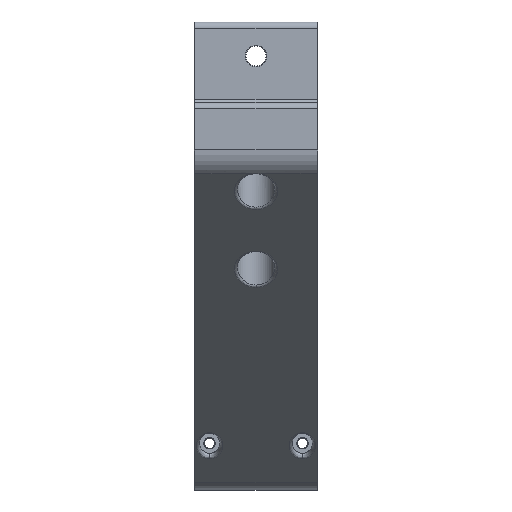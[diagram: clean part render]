
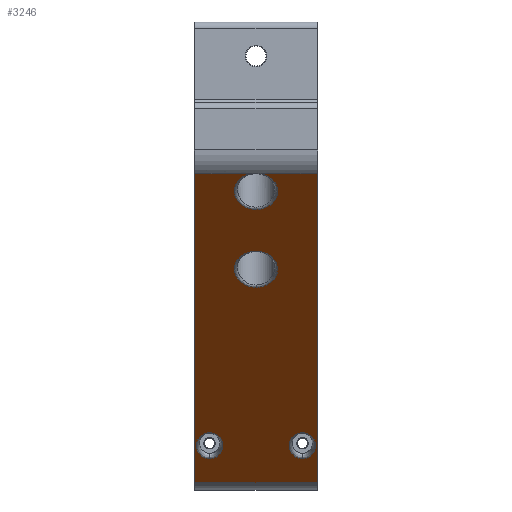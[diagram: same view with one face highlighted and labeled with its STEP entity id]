
A CAD part, front view. The second image highlights one B-rep face of the part: STEP entity #3246.
In plain terms, the highlighted planar face has unit normal (0, -0.643, -0.766).
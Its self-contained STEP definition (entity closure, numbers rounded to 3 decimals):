
#7 = EDGE_CURVE ( 'NONE', #1721, #3005, #688, .T. ) ;
#16 = ORIENTED_EDGE ( 'NONE', *, *, #1291, .T. ) ;
#38 = ORIENTED_EDGE ( 'NONE', *, *, #638, .T. ) ;
#68 = CARTESIAN_POINT ( 'NONE',  ( -14., 7.357, -62.99 ) ) ;
#104 = ORIENTED_EDGE ( 'NONE', *, *, #881, .T. ) ;
#129 = CARTESIAN_POINT ( 'NONE',  ( 20., -26., -35. ) ) ;
#139 = VECTOR ( 'NONE', #3139, 1000. ) ;
#145 = ORIENTED_EDGE ( 'NONE', *, *, #3193, .T. ) ;
#240 = LINE ( 'NONE', #1858, #1414 ) ;
#287 =( BOUNDED_CURVE ( )  B_SPLINE_CURVE ( 3, ( #3967, #992, #4013, #2365 ),
 .UNSPECIFIED., .F., .T. ) 
 B_SPLINE_CURVE_WITH_KNOTS ( ( 4, 4 ),
 ( 3.142, 6.283 ),
 .UNSPECIFIED. ) 
 CURVE ( )  GEOMETRIC_REPRESENTATION_ITEM ( )  RATIONAL_B_SPLINE_CURVE ( ( 1., 0.333, 0.333, 1. ) ) 
 REPRESENTATION_ITEM ( '' )  );
#381 = DIRECTION ( 'NONE',  ( -1., 0., 0. ) ) ;
#440 = EDGE_CURVE ( 'NONE', #4117, #4002, #1026, .T. ) ;
#621 = CARTESIAN_POINT ( 'NONE',  ( 14., 21.357, -74.737 ) ) ;
#638 = EDGE_CURVE ( 'NONE', #1237, #3890, #240, .T. ) ;
#643 = CARTESIAN_POINT ( 'NONE',  ( -15., 87.355, -130.116 ) ) ;
#663 = CARTESIAN_POINT ( 'NONE',  ( 6.5, 87.355, -130.116 ) ) ;
#674 = LINE ( 'NONE', #3334, #2400 ) ;
#688 = LINE ( 'NONE', #3592, #3835 ) ;
#703 = CARTESIAN_POINT ( 'NONE',  ( -11.133, -8.643, -49.564 ) ) ;
#707 = CARTESIAN_POINT ( 'NONE',  ( 6.5, 77.225, -121.616 ) ) ;
#753 = CARTESIAN_POINT ( 'NONE',  ( 0., 21.357, -74.737 ) ) ;
#769 = FACE_BOUND ( 'NONE', #1127, .T. ) ;
#805 = CARTESIAN_POINT ( 'NONE',  ( -1.721, -22.428, -37.997 ) ) ;
#867 = ORIENTED_EDGE ( 'NONE', *, *, #2236, .T. ) ;
#881 = EDGE_CURVE ( 'NONE', #3495, #1237, #996, .T. ) ;
#965 = CARTESIAN_POINT ( 'NONE',  ( -19.8, -22.428, -37.997 ) ) ;
#992 = CARTESIAN_POINT ( 'NONE',  ( 23.5, 77.225, -121.616 ) ) ;
#996 =( BOUNDED_CURVE ( )  B_SPLINE_CURVE ( 3, ( #3662, #2968, #1035, #2340, #703, #2005, #805 ),
 .UNSPECIFIED., .F., .T. ) 
 B_SPLINE_CURVE_WITH_KNOTS ( ( 4, 3, 4 ),
 ( 0.248, 3.142, 6.035 ),
 .UNSPECIFIED. ) 
 CURVE ( )  GEOMETRIC_REPRESENTATION_ITEM ( )  RATIONAL_B_SPLINE_CURVE ( ( 1., 0.416, 0.416, 1., 0.416, 0.416, 1. ) ) 
 REPRESENTATION_ITEM ( '' )  );
#1013 = CARTESIAN_POINT ( 'NONE',  ( 15., 87.355, -130.116 ) ) ;
#1026 =( BOUNDED_CURVE ( )  B_SPLINE_CURVE ( 3, ( #753, #2679, #68, #2655 ),
 .UNSPECIFIED., .F., .T. ) 
 B_SPLINE_CURVE_WITH_KNOTS ( ( 4, 4 ),
 ( 3.142, 6.283 ),
 .UNSPECIFIED. ) 
 CURVE ( )  GEOMETRIC_REPRESENTATION_ITEM ( )  RATIONAL_B_SPLINE_CURVE ( ( 1., 0.333, 0.333, 1. ) ) 
 REPRESENTATION_ITEM ( '' )  );
#1035 = CARTESIAN_POINT ( 'NONE',  ( 11.133, -8.643, -49.564 ) ) ;
#1041 = CARTESIAN_POINT ( 'NONE',  ( 1.721, -22.428, -37.997 ) ) ;
#1127 = EDGE_LOOP ( 'NONE', ( #867, #3347 ) ) ;
#1166 = CARTESIAN_POINT ( 'NONE',  ( 15., 87.355, -130.116 ) ) ;
#1237 = VERTEX_POINT ( 'NONE', #2379 ) ;
#1280 = CARTESIAN_POINT ( 'NONE',  ( -23.5, 77.225, -121.616 ) ) ;
#1291 = EDGE_CURVE ( 'NONE', #3890, #1721, #3097, .T. ) ;
#1307 = CARTESIAN_POINT ( 'NONE',  ( -6.5, 87.355, -130.116 ) ) ;
#1405 = CARTESIAN_POINT ( 'NONE',  ( 19.8, -22.428, -37.997 ) ) ;
#1414 = VECTOR ( 'NONE', #3798, 1000. ) ;
#1460 =( BOUNDED_CURVE ( )  B_SPLINE_CURVE ( 3, ( #3584, #3315, #1280, #2597 ),
 .UNSPECIFIED., .F., .T. ) 
 B_SPLINE_CURVE_WITH_KNOTS ( ( 4, 4 ),
 ( 0., 3.142 ),
 .UNSPECIFIED. ) 
 CURVE ( )  GEOMETRIC_REPRESENTATION_ITEM ( )  RATIONAL_B_SPLINE_CURVE ( ( 1., 0.333, 0.333, 1. ) ) 
 REPRESENTATION_ITEM ( '' )  );
#1504 = CARTESIAN_POINT ( 'NONE',  ( 19.8, -22.428, -37.997 ) ) ;
#1648 = CARTESIAN_POINT ( 'NONE',  ( -15., 77.225, -121.616 ) ) ;
#1697 = VERTEX_POINT ( 'NONE', #643 ) ;
#1721 = VERTEX_POINT ( 'NONE', #4179 ) ;
#1725 = LINE ( 'NONE', #1405, #139 ) ;
#1802 = EDGE_LOOP ( 'NONE', ( #3833, #104, #38, #16, #1926, #3080 ) ) ;
#1858 = CARTESIAN_POINT ( 'NONE',  ( 20., -22.428, -37.997 ) ) ;
#1926 = ORIENTED_EDGE ( 'NONE', *, *, #7, .T. ) ;
#1956 = VERTEX_POINT ( 'NONE', #1166 ) ;
#2005 = CARTESIAN_POINT ( 'NONE',  ( -12.513, -19.69, -40.294 ) ) ;
#2035 = VECTOR ( 'NONE', #4097, 1000. ) ;
#2042 = EDGE_LOOP ( 'NONE', ( #3086, #3180 ) ) ;
#2049 = AXIS2_PLACEMENT_3D ( 'NONE', #129, #2722, #4079 ) ;
#2126 = CARTESIAN_POINT ( 'NONE',  ( 15., 77.225, -121.616 ) ) ;
#2127 = CARTESIAN_POINT ( 'NONE',  ( 0., 21.357, -74.737 ) ) ;
#2236 = EDGE_CURVE ( 'NONE', #4002, #4117, #2761, .T. ) ;
#2340 = CARTESIAN_POINT ( 'NONE',  ( 0., -8.643, -49.564 ) ) ;
#2365 = CARTESIAN_POINT ( 'NONE',  ( 15., 87.355, -130.116 ) ) ;
#2379 = CARTESIAN_POINT ( 'NONE',  ( -1.721, -22.428, -37.997 ) ) ;
#2400 = VECTOR ( 'NONE', #381, 1000. ) ;
#2407 = FACE_OUTER_BOUND ( 'NONE', #1802, .T. ) ;
#2430 = EDGE_CURVE ( 'NONE', #3005, #3727, #1725, .T. ) ;
#2447 = PLANE ( 'NONE',  #2049 ) ;
#2464 = VERTEX_POINT ( 'NONE', #2126 ) ;
#2501 = CARTESIAN_POINT ( 'NONE',  ( 19.8, 96.584, -137.86 ) ) ;
#2576 = CARTESIAN_POINT ( 'NONE',  ( 0., 7.357, -62.99 ) ) ;
#2597 = CARTESIAN_POINT ( 'NONE',  ( -15., 77.225, -121.616 ) ) ;
#2631 = EDGE_CURVE ( 'NONE', #3727, #3495, #674, .T. ) ;
#2655 = CARTESIAN_POINT ( 'NONE',  ( 0., 7.357, -62.99 ) ) ;
#2679 = CARTESIAN_POINT ( 'NONE',  ( -14., 21.357, -74.737 ) ) ;
#2722 = DIRECTION ( 'NONE',  ( 0., 0.643, 0.766 ) ) ;
#2749 = FACE_BOUND ( 'NONE', #3351, .T. ) ;
#2761 =( BOUNDED_CURVE ( )  B_SPLINE_CURVE ( 3, ( #2576, #3585, #621, #3617 ),
 .UNSPECIFIED., .F., .T. ) 
 B_SPLINE_CURVE_WITH_KNOTS ( ( 4, 4 ),
 ( 0., 3.142 ),
 .UNSPECIFIED. ) 
 CURVE ( )  GEOMETRIC_REPRESENTATION_ITEM ( )  RATIONAL_B_SPLINE_CURVE ( ( 1., 0.333, 0.333, 1. ) ) 
 REPRESENTATION_ITEM ( '' )  );
#2772 = CARTESIAN_POINT ( 'NONE',  ( -19.8, -26., -35. ) ) ;
#2910 = VERTEX_POINT ( 'NONE', #3116 ) ;
#2967 = CARTESIAN_POINT ( 'NONE',  ( -15., 87.355, -130.116 ) ) ;
#2968 = CARTESIAN_POINT ( 'NONE',  ( 12.513, -19.69, -40.294 ) ) ;
#3005 = VERTEX_POINT ( 'NONE', #2501 ) ;
#3080 = ORIENTED_EDGE ( 'NONE', *, *, #2430, .T. ) ;
#3086 = ORIENTED_EDGE ( 'NONE', *, *, #3533, .T. ) ;
#3097 = LINE ( 'NONE', #2772, #2035 ) ;
#3116 = CARTESIAN_POINT ( 'NONE',  ( -15., 77.225, -121.616 ) ) ;
#3139 = DIRECTION ( 'NONE',  ( 0., -0.766, 0.643 ) ) ;
#3180 = ORIENTED_EDGE ( 'NONE', *, *, #3601, .T. ) ;
#3193 = EDGE_CURVE ( 'NONE', #1697, #2910, #1460, .T. ) ;
#3246 = ADVANCED_FACE ( 'NONE', ( #769, #3432, #2749, #2407 ), #2447, .F. ) ;
#3315 = CARTESIAN_POINT ( 'NONE',  ( -23.5, 87.355, -130.116 ) ) ;
#3334 = CARTESIAN_POINT ( 'NONE',  ( 20., -22.428, -37.997 ) ) ;
#3347 = ORIENTED_EDGE ( 'NONE', *, *, #440, .T. ) ;
#3351 = EDGE_LOOP ( 'NONE', ( #145, #3428 ) ) ;
#3428 = ORIENTED_EDGE ( 'NONE', *, *, #3834, .T. ) ;
#3432 = FACE_BOUND ( 'NONE', #2042, .T. ) ;
#3495 = VERTEX_POINT ( 'NONE', #1041 ) ;
#3533 = EDGE_CURVE ( 'NONE', #1956, #2464, #4119, .T. ) ;
#3584 = CARTESIAN_POINT ( 'NONE',  ( -15., 87.355, -130.116 ) ) ;
#3585 = CARTESIAN_POINT ( 'NONE',  ( 14., 7.357, -62.99 ) ) ;
#3592 = CARTESIAN_POINT ( 'NONE',  ( 20., 96.584, -137.86 ) ) ;
#3601 = EDGE_CURVE ( 'NONE', #2464, #1956, #287, .T. ) ;
#3607 = CARTESIAN_POINT ( 'NONE',  ( 15., 77.225, -121.616 ) ) ;
#3617 = CARTESIAN_POINT ( 'NONE',  ( 0., 21.357, -74.737 ) ) ;
#3649 = DIRECTION ( 'NONE',  ( 1., 0., 0. ) ) ;
#3662 = CARTESIAN_POINT ( 'NONE',  ( 1.721, -22.428, -37.997 ) ) ;
#3711 =( BOUNDED_CURVE ( )  B_SPLINE_CURVE ( 3, ( #1648, #4279, #1307, #2967 ),
 .UNSPECIFIED., .F., .T. ) 
 B_SPLINE_CURVE_WITH_KNOTS ( ( 4, 4 ),
 ( 3.142, 6.283 ),
 .UNSPECIFIED. ) 
 CURVE ( )  GEOMETRIC_REPRESENTATION_ITEM ( )  RATIONAL_B_SPLINE_CURVE ( ( 1., 0.333, 0.333, 1. ) ) 
 REPRESENTATION_ITEM ( '' )  );
#3727 = VERTEX_POINT ( 'NONE', #1504 ) ;
#3750 = CARTESIAN_POINT ( 'NONE',  ( 0., 7.357, -62.99 ) ) ;
#3798 = DIRECTION ( 'NONE',  ( -1., 0., 0. ) ) ;
#3833 = ORIENTED_EDGE ( 'NONE', *, *, #2631, .T. ) ;
#3834 = EDGE_CURVE ( 'NONE', #2910, #1697, #3711, .T. ) ;
#3835 = VECTOR ( 'NONE', #3649, 1000. ) ;
#3890 = VERTEX_POINT ( 'NONE', #965 ) ;
#3967 = CARTESIAN_POINT ( 'NONE',  ( 15., 77.225, -121.616 ) ) ;
#4002 = VERTEX_POINT ( 'NONE', #3750 ) ;
#4013 = CARTESIAN_POINT ( 'NONE',  ( 23.5, 87.355, -130.116 ) ) ;
#4079 = DIRECTION ( 'NONE',  ( 0., -0.766, 0.643 ) ) ;
#4097 = DIRECTION ( 'NONE',  ( 0., 0.766, -0.643 ) ) ;
#4117 = VERTEX_POINT ( 'NONE', #2127 ) ;
#4119 =( BOUNDED_CURVE ( )  B_SPLINE_CURVE ( 3, ( #1013, #663, #707, #3607 ),
 .UNSPECIFIED., .F., .T. ) 
 B_SPLINE_CURVE_WITH_KNOTS ( ( 4, 4 ),
 ( 0., 3.142 ),
 .UNSPECIFIED. ) 
 CURVE ( )  GEOMETRIC_REPRESENTATION_ITEM ( )  RATIONAL_B_SPLINE_CURVE ( ( 1., 0.333, 0.333, 1. ) ) 
 REPRESENTATION_ITEM ( '' )  );
#4179 = CARTESIAN_POINT ( 'NONE',  ( -19.8, 96.584, -137.86 ) ) ;
#4279 = CARTESIAN_POINT ( 'NONE',  ( -6.5, 77.225, -121.616 ) ) ;
